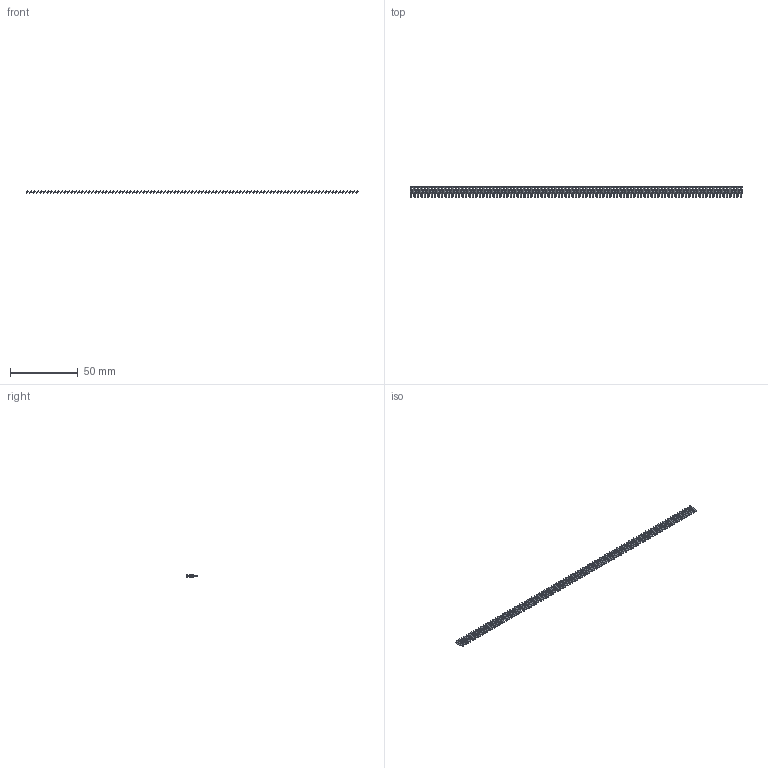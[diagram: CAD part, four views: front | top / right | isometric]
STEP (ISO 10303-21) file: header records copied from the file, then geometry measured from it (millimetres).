
FILE_DESCRIPTION (( 'STEP AP203' ), '1' );
FILE_NAME ('106-097-253-100.STEP', '2020-04-16T23:08:20', ( '' ), ( '' ), 'SwSTEP 2.0', 'SolidWorks 2016', '' );
FILE_SCHEMA (( 'CONFIG_CONTROL_DESIGN' ));
Length unit declared in the file: inch
Products named in the file (2): 100-290-001_100-290-253; 106-097-253-100
Assembly tree (97 placements, depth 2):
  106-097-253-100
    100-290-001_100-290-253  x97
Bounding box: 245.64 x 7.62 x 1.8 mm (x, y, z)
Volume: 535.2 mm3; surface area: 3337.5 mm2
Topology: 97 solids, 97 shells, 1940 faces, 5238 edges, 3492 vertices
Faces by surface type: plane 1843, cylinder 97
Entity records: 3892 total; most frequent: DIRECTION 296, CARTESIAN_POINT 210, LOCAL_TIME 204, COORDINATED_UNIVERSAL_TIME_OFFSET 204, DATE_AND_TIME 204, CALENDAR_DATE 204, AXIS2_PLACEMENT_3D 122, PERSON_AND_ORGANIZATION 113
